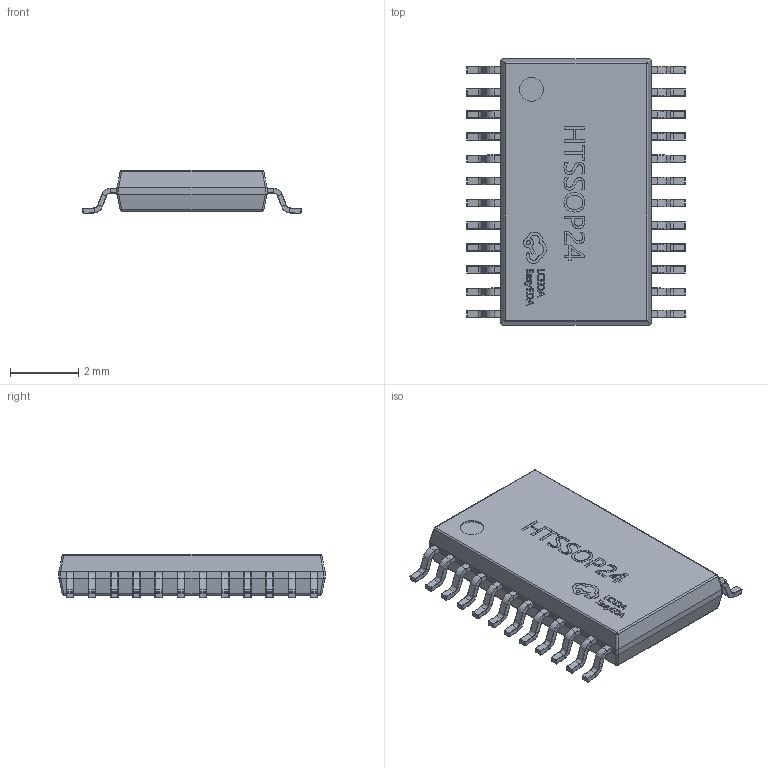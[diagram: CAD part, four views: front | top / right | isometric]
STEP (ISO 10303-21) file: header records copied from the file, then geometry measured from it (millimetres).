
FILE_DESCRIPTION (( 'STEP AP214' ), '1' );
FILE_NAME ('HTSSOP-24_L7.8-W4.4-H1.2-LS6.4-P0.65.step', '2022-07-26T09:50:48', ( '' ), ( '' ), 'SwSTEP 2.0', 'SolidWorks 2020', '' );
FILE_SCHEMA (( 'AUTOMOTIVE_DESIGN' ));
Length unit declared in the file: millimetre
Products named in the file (1): HTSSOP-24_L7.8-W4.4-H1.2-LS6.4-P0.65
Bounding box: 6.41 x 7.8 x 1.28 mm (x, y, z)
Volume: 41 mm3; surface area: 118.3 mm2
Topology: 38 solids, 38 shells, 1665 faces, 3702 edges, 2084 vertices
Faces by surface type: plane 685, cylinder 502, torus 192, bspline 158, sphere 128
Entity records: 66742 total; most frequent: CARTESIAN_POINT 12474, DIRECTION 7506, ORIENTED_EDGE 7212, EDGE_CURVE 3606, AXIS2_PLACEMENT_3D 2736, VERTEX_POINT 2036, LINE 2034, VECTOR 2034
